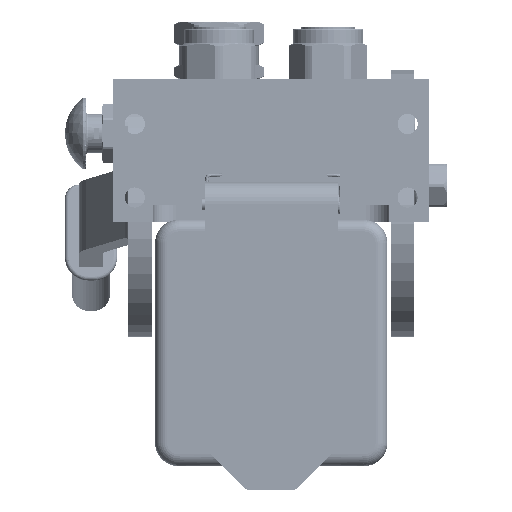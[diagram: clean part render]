
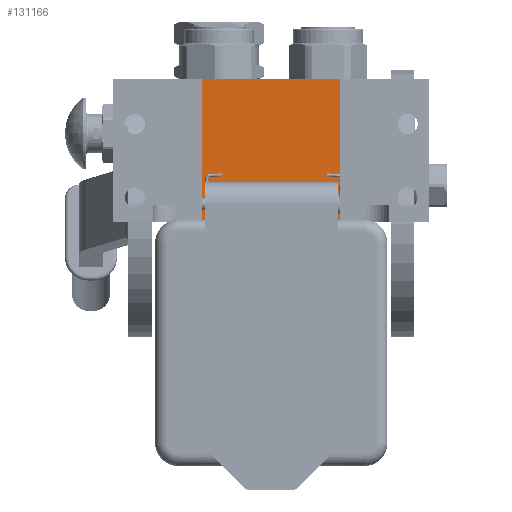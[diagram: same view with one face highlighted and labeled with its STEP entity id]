
A CAD part, left-side view. The second image highlights one B-rep face of the part: STEP entity #131166.
In plain terms, the highlighted face is planar.
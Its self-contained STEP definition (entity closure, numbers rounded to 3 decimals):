
#5427 = ORIENTED_EDGE ( 'NONE', *, *, #7329, .F. ) ;
#6980 = CARTESIAN_POINT ( 'NONE',  ( 29., 0., -107.5 ) ) ;
#7329 = EDGE_CURVE ( 'NONE', #55255, #56789, #79300, .T. ) ;
#9755 = VECTOR ( 'NONE', #137471, 1000. ) ;
#10429 = AXIS2_PLACEMENT_3D ( 'NONE', #136841, #40587, #136373 ) ;
#13188 = CARTESIAN_POINT ( 'NONE',  ( 29., 60.2, -107.5 ) ) ;
#16270 = ORIENTED_EDGE ( 'NONE', *, *, #22510, .T. ) ;
#18620 = DIRECTION ( 'NONE',  ( 0., 1., 0. ) ) ;
#19291 = CARTESIAN_POINT ( 'NONE',  ( 29., 0., -107.5 ) ) ;
#20001 = CARTESIAN_POINT ( 'NONE',  ( -29., 0., -107.5 ) ) ;
#22510 = EDGE_CURVE ( 'NONE', #113852, #56789, #102040, .T. ) ;
#31419 = VECTOR ( 'NONE', #18620, 1000. ) ;
#32018 = LINE ( 'NONE', #101420, #136090 ) ;
#32272 = CARTESIAN_POINT ( 'NONE',  ( 29., 60.2, -107.5 ) ) ;
#40587 = DIRECTION ( 'NONE',  ( 0., 0., -1. ) ) ;
#41276 = EDGE_CURVE ( 'NONE', #113068, #113852, #32018, .T. ) ;
#44917 = LINE ( 'NONE', #19291, #9755 ) ;
#49822 = CARTESIAN_POINT ( 'NONE',  ( -29., 0., -107.5 ) ) ;
#53377 = EDGE_CURVE ( 'NONE', #113068, #55255, #44917, .T. ) ;
#55255 = VERTEX_POINT ( 'NONE', #13188 ) ;
#56132 = ORIENTED_EDGE ( 'NONE', *, *, #53377, .F. ) ;
#56789 = VERTEX_POINT ( 'NONE', #107986 ) ;
#64623 = DIRECTION ( 'NONE',  ( -1., 0., 0. ) ) ;
#65901 = FACE_OUTER_BOUND ( 'NONE', #106262, .T. ) ;
#79300 = LINE ( 'NONE', #32272, #89333 ) ;
#81145 = DIRECTION ( 'NONE',  ( -1., 0., 0. ) ) ;
#89333 = VECTOR ( 'NONE', #64623, 1000. ) ;
#101420 = CARTESIAN_POINT ( 'NONE',  ( 29., 0., -107.5 ) ) ;
#102040 = LINE ( 'NONE', #20001, #31419 ) ;
#106262 = EDGE_LOOP ( 'NONE', ( #16270, #5427, #56132, #123923 ) ) ;
#107986 = CARTESIAN_POINT ( 'NONE',  ( -29., 60.2, -107.5 ) ) ;
#113068 = VERTEX_POINT ( 'NONE', #6980 ) ;
#113852 = VERTEX_POINT ( 'NONE', #49822 ) ;
#123923 = ORIENTED_EDGE ( 'NONE', *, *, #41276, .T. ) ;
#124630 = PLANE ( 'NONE',  #10429 ) ;
#131166 = ADVANCED_FACE ( 'NONE', ( #65901 ), #124630, .T. ) ;
#136090 = VECTOR ( 'NONE', #81145, 1000. ) ;
#136373 = DIRECTION ( 'NONE',  ( -1., 0., 0. ) ) ;
#136841 = CARTESIAN_POINT ( 'NONE',  ( 29., 0., -107.5 ) ) ;
#137471 = DIRECTION ( 'NONE',  ( 0., 1., 0. ) ) ;
